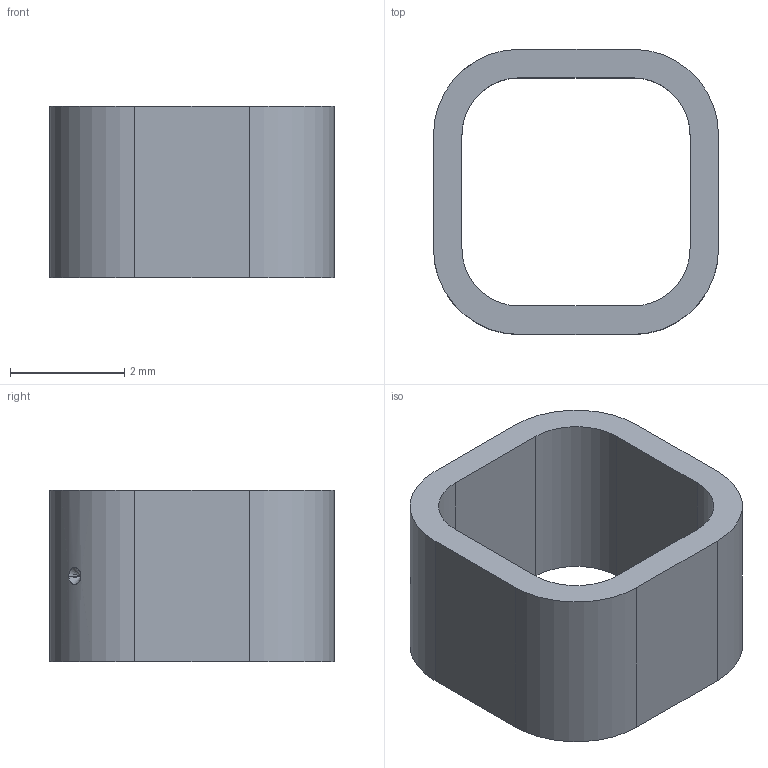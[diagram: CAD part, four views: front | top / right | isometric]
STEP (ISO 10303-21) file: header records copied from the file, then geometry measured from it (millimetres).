
FILE_DESCRIPTION (( 'STEP AP214' ), '1' );
FILE_NAME ('MS4ObjectiveModuleSleeve_v1.step', '2020-08-25T14:59:51', ( '' ), ( '' ), 'SwSTEP 2.0', 'SolidWorks 2020', '' );
FILE_SCHEMA (( 'AUTOMOTIVE_DESIGN' ));
Length unit declared in the file: millimetre
Products named in the file (1): MS4ObjectiveModuleSleeve_v1
Bounding box: 5 x 5 x 3 mm (x, y, z)
Volume: 23.8 mm3; surface area: 111 mm2
Topology: 1 solids, 1 shells, 22 faces, 58 edges, 37 vertices
Faces by surface type: cylinder 10, plane 10, cone 2
Entity records: 764 total; most frequent: CARTESIAN_POINT 176, DIRECTION 118, ORIENTED_EDGE 112, EDGE_CURVE 56, AXIS2_PLACEMENT_3D 41, VERTEX_POINT 37, LINE 36, VECTOR 36
